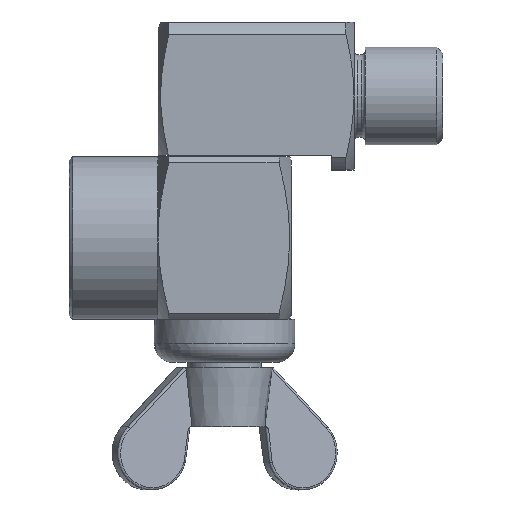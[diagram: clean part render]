
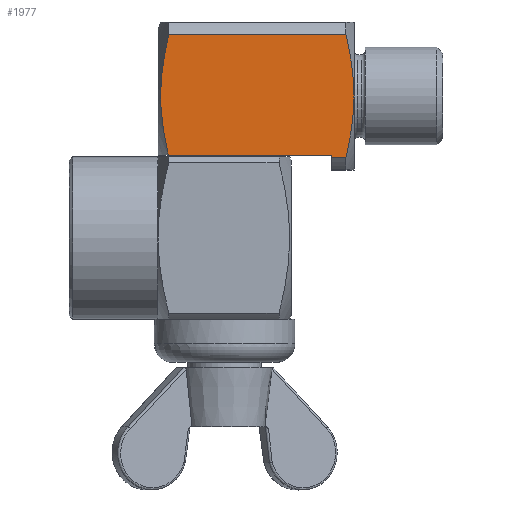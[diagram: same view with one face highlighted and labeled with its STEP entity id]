
A CAD part, top view. The second image highlights one B-rep face of the part: STEP entity #1977.
In plain terms, the highlighted planar face has unit normal (0, 0, 1).
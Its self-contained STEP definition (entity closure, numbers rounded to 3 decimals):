
#91=LINE('',#3101,#144);
#97=LINE('',#3195,#150);
#98=LINE('',#3216,#151);
#99=LINE('',#3218,#152);
#144=VECTOR('',#2445,1000.);
#150=VECTOR('',#2487,1000.);
#151=VECTOR('',#2506,1000.);
#152=VECTOR('',#2507,1000.);
#205=PLANE('',#2144);
#246=B_SPLINE_CURVE_WITH_KNOTS('',3,(#3135,#3136,#3137,#3138),
 .UNSPECIFIED.,.F.,.F.,(4,4),(0.02,0.029),
 .UNSPECIFIED.);
#251=B_SPLINE_CURVE_WITH_KNOTS('',3,(#3166,#3167,#3168,#3169,#3170,#3171),
 .UNSPECIFIED.,.F.,.F.,(4,1,1,4),(0.012,0.02,
0.024,0.028),.UNSPECIFIED.);
#256=B_SPLINE_CURVE_WITH_KNOTS('',3,(#3201,#3202,#3203,#3204),
 .UNSPECIFIED.,.F.,.F.,(4,4),(0.012,0.02),
 .UNSPECIFIED.);
#567=ORIENTED_EDGE('',*,*,#793,.F.);
#568=ORIENTED_EDGE('',*,*,#794,.F.);
#569=ORIENTED_EDGE('',*,*,#786,.F.);
#570=ORIENTED_EDGE('',*,*,#771,.F.);
#571=ORIENTED_EDGE('',*,*,#788,.F.);
#572=ORIENTED_EDGE('',*,*,#758,.F.);
#573=ORIENTED_EDGE('',*,*,#779,.F.);
#758=EDGE_CURVE('',#901,#902,#91,.F.);
#771=EDGE_CURVE('',#913,#914,#246,.T.);
#779=EDGE_CURVE('',#917,#901,#251,.F.);
#786=EDGE_CURVE('',#914,#922,#97,.T.);
#788=EDGE_CURVE('',#902,#913,#256,.T.);
#793=EDGE_CURVE('',#926,#917,#98,.T.);
#794=EDGE_CURVE('',#922,#926,#99,.T.);
#901=VERTEX_POINT('',#3100);
#902=VERTEX_POINT('',#3102);
#913=VERTEX_POINT('',#3139);
#914=VERTEX_POINT('',#3140);
#917=VERTEX_POINT('',#3164);
#922=VERTEX_POINT('',#3193);
#926=VERTEX_POINT('',#3217);
#1091=EDGE_LOOP('',(#567,#568,#569,#570,#571,#572,#573));
#1213=FACE_BOUND('',#1091,.T.);
#1977=ADVANCED_FACE('',(#1213),#205,.F.);
#2144=AXIS2_PLACEMENT_3D('',#3215,#2504,#2505);
#2445=DIRECTION('',(-1.,0.,0.));
#2487=DIRECTION('',(-1.,0.,0.));
#2504=DIRECTION('',(0.,0.,-1.));
#2505=DIRECTION('',(0.,1.,0.));
#2506=DIRECTION('',(-1.,0.,0.));
#2507=DIRECTION('',(0.,1.,0.));
#3100=CARTESIAN_POINT('',(-7.543,41.506,9.999));
#3101=CARTESIAN_POINT('',(-38.995,41.506,9.999));
#3102=CARTESIAN_POINT('',(16.407,41.506,9.999));
#3135=CARTESIAN_POINT('',(17.499,33.2,9.999));
#3136=CARTESIAN_POINT('',(17.499,30.431,9.999));
#3137=CARTESIAN_POINT('',(17.042,27.622,9.999));
#3138=CARTESIAN_POINT('',(16.407,24.894,9.999));
#3139=CARTESIAN_POINT('',(17.499,33.2,9.999));
#3140=CARTESIAN_POINT('',(16.407,24.894,9.999));
#3164=CARTESIAN_POINT('',(-7.613,25.201,9.999));
#3166=CARTESIAN_POINT('',(-7.543,41.506,9.999));
#3167=CARTESIAN_POINT('',(-8.168,38.816,9.999));
#3168=CARTESIAN_POINT('',(-8.838,34.746,9.999));
#3169=CARTESIAN_POINT('',(-8.448,29.28,9.999));
#3170=CARTESIAN_POINT('',(-7.919,26.545,9.999));
#3171=CARTESIAN_POINT('',(-7.613,25.201,9.999));
#3193=CARTESIAN_POINT('',(14.499,24.894,9.999));
#3195=CARTESIAN_POINT('',(-38.995,24.894,9.999));
#3201=CARTESIAN_POINT('',(16.407,41.506,9.999));
#3202=CARTESIAN_POINT('',(17.046,38.757,9.999));
#3203=CARTESIAN_POINT('',(17.499,35.983,9.999));
#3204=CARTESIAN_POINT('',(17.499,33.2,9.999));
#3215=CARTESIAN_POINT('',(29.498,43.199,9.999));
#3216=CARTESIAN_POINT('',(14.499,25.201,9.999));
#3217=CARTESIAN_POINT('',(14.499,25.201,9.999));
#3218=CARTESIAN_POINT('',(14.499,18.33,9.999));
